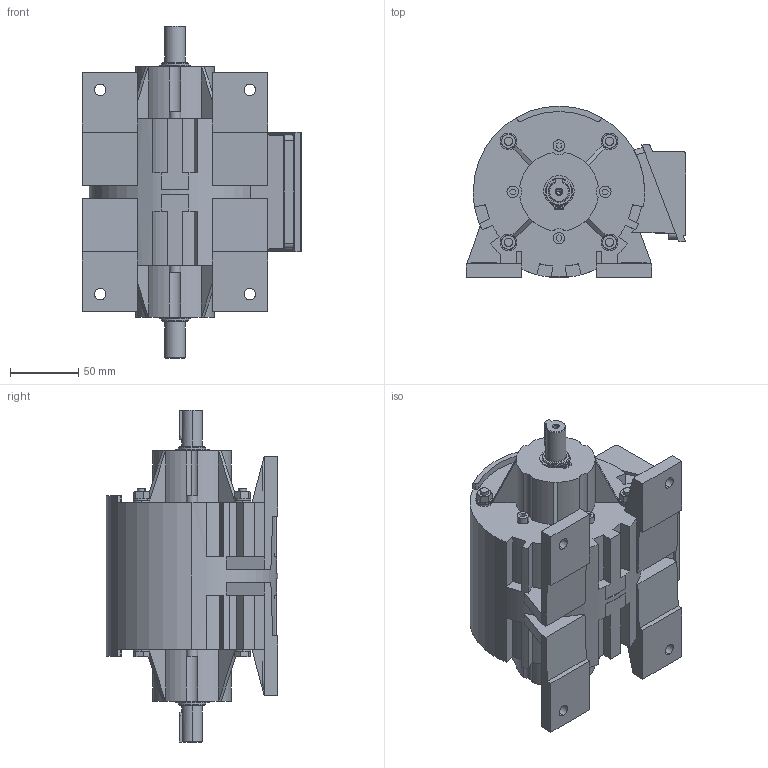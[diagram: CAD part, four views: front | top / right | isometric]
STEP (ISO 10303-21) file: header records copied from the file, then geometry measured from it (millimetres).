
FILE_DESCRIPTION (( 'STEP AP203' ), '1' );
FILE_NAME ('MP120.STEP', '2019-03-05T08:42:24', ( '' ), ( '' ), 'SwSTEP 2.0', 'SolidWorks 2018', '' );
FILE_SCHEMA (( 'CONFIG_CONTROL_DESIGN' ));
Length unit declared in the file: millimetre
Products named in the file (1): MP120
Bounding box: 161 x 126 x 244 mm (x, y, z)
Volume: 1832038.4 mm3; surface area: 149278.7 mm2
Topology: 1 solids, 2 shells, 584 faces, 1497 edges, 962 vertices
Faces by surface type: plane 334, cylinder 184, cone 62, torus 4
Entity records: 18160 total; most frequent: CARTESIAN_POINT 3644, DIRECTION 3055, ORIENTED_EDGE 2986, EDGE_CURVE 1493, AXIS2_PLACEMENT_3D 1057, VERTEX_POINT 962, LINE 941, VECTOR 941
